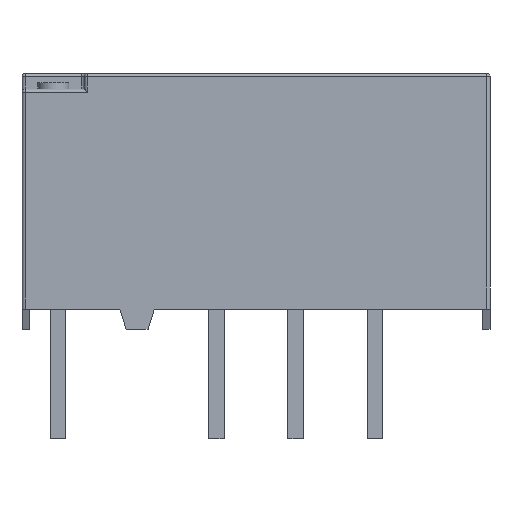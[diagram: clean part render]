
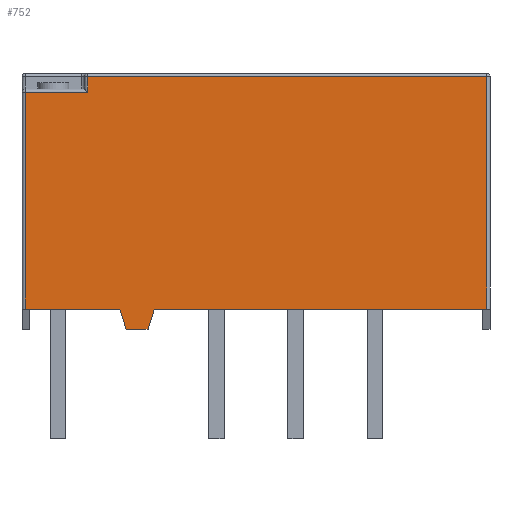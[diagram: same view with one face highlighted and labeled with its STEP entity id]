
A CAD part, front view. The second image highlights one B-rep face of the part: STEP entity #752.
In plain terms, the highlighted planar face has unit normal (0, -1, 0).
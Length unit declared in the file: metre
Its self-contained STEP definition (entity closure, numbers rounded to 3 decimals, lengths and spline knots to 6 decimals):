
#530 = EDGE_CURVE( '', #1373, #1374, #1375, .T. );
#752 = ADVANCED_FACE( '', ( #1693 ), #1694, .T. );
#800 = EDGE_CURVE( '', #1381, #1373, #1759, .T. );
#840 = EDGE_CURVE( '', #1812, #1332, #1813, .T. );
#846 = EDGE_CURVE( '', #1476, #1602, #1819, .T. );
#1002 = EDGE_CURVE( '', #1637, #1804, #2007, .T. );
#1020 = EDGE_CURVE( '', #1804, #1476, #2028, .T. );
#1022 = EDGE_CURVE( '', #1332, #1381, #2030, .T. );
#1030 = EDGE_CURVE( '', #1602, #1258, #2039, .T. );
#1040 = EDGE_CURVE( '', #1258, #1812, #2050, .T. );
#1098 = EDGE_CURVE( '', #1374, #1637, #2120, .T. );
#1258 = VERTEX_POINT( '', #2308 );
#1332 = VERTEX_POINT( '', #2411 );
#1373 = VERTEX_POINT( '', #2471 );
#1374 = VERTEX_POINT( '', #2472 );
#1375 = LINE( '', #2473, #2474 );
#1381 = VERTEX_POINT( '', #2483 );
#1476 = VERTEX_POINT( '', #2616 );
#1602 = VERTEX_POINT( '', #2794 );
#1637 = VERTEX_POINT( '', #2843 );
#1693 = FACE_OUTER_BOUND( '', #2920, .T. );
#1694 = PLANE( '', #2921 );
#1759 = LINE( '', #3008, #3009 );
#1804 = VERTEX_POINT( '', #3077 );
#1812 = VERTEX_POINT( '', #3088 );
#1813 = LINE( '', #3089, #3090 );
#1819 = LINE( '', #3101, #3102 );
#2007 = LINE( '', #3383, #3384 );
#2028 = LINE( '', #3416, #3417 );
#2030 = LINE( '', #3420, #3421 );
#2039 = LINE( '', #3435, #3436 );
#2050 = LINE( '', #3454, #3455 );
#2120 = LINE( '', #3560, #3561 );
#2308 = CARTESIAN_POINT( '', ( -0.00326, -0.0037, 0.00065 ) );
#2411 = CARTESIAN_POINT( '', ( -0.00416, -0.0037, 0. ) );
#2471 = CARTESIAN_POINT( '', ( -0.0074, -0.0037, 0.00065 ) );
#2472 = CARTESIAN_POINT( '', ( -0.0074, -0.0037, 0.0076 ) );
#2473 = CARTESIAN_POINT( '', ( -0.0074, -0.0037, 0.00065 ) );
#2474 = VECTOR( '', #3788, 1. );
#2483 = CARTESIAN_POINT( '', ( -0.00436, -0.0037, 0.00065 ) );
#2616 = CARTESIAN_POINT( '', ( 0.0074, -0.0037, 0.0081 ) );
#2794 = CARTESIAN_POINT( '', ( 0.0074, -0.0037, 0.00065 ) );
#2843 = CARTESIAN_POINT( '', ( -0.0054, -0.0037, 0.0076 ) );
#2920 = EDGE_LOOP( '', ( #4221, #4222, #4223, #4224, #4225, #4226, #4227, #4228, #4229, #4230 ) );
#2921 = AXIS2_PLACEMENT_3D( '', #4231, #4232, #4233 );
#3008 = CARTESIAN_POINT( '', ( 0.0075, -0.0037, 0.00065 ) );
#3009 = VECTOR( '', #4337, 1. );
#3077 = CARTESIAN_POINT( '', ( -0.0054, -0.0037, 0.0081 ) );
#3088 = CARTESIAN_POINT( '', ( -0.00346, -0.0037, 0. ) );
#3089 = CARTESIAN_POINT( '', ( -0.00346, -0.0037, 0. ) );
#3090 = VECTOR( '', #4396, 1. );
#3101 = CARTESIAN_POINT( '', ( 0.0074, -0.0037, 0.00065 ) );
#3102 = VECTOR( '', #4399, 1. );
#3383 = CARTESIAN_POINT( '', ( -0.0054, -0.0037, 0.004425 ) );
#3384 = VECTOR( '', #4684, 1. );
#3416 = CARTESIAN_POINT( '', ( -0.00375, -0.0037, 0.0081 ) );
#3417 = VECTOR( '', #4714, 1. );
#3420 = CARTESIAN_POINT( '', ( -0.004446, -0.0037, 0.000929 ) );
#3421 = VECTOR( '', #4715, 1. );
#3435 = CARTESIAN_POINT( '', ( 0.0075, -0.0037, 0.00065 ) );
#3436 = VECTOR( '', #4726, 1. );
#3454 = CARTESIAN_POINT( '', ( -0.003493, -0.0037, -0.000108 ) );
#3455 = VECTOR( '', #4744, 1. );
#3560 = CARTESIAN_POINT( '', ( -0.0075, -0.0037, 0.0076 ) );
#3561 = VECTOR( '', #4849, 1. );
#3788 = DIRECTION( '', ( 0., 0., 1. ) );
#4221 = ORIENTED_EDGE( '', *, *, #1020, .F. );
#4222 = ORIENTED_EDGE( '', *, *, #1002, .F. );
#4223 = ORIENTED_EDGE( '', *, *, #1098, .F. );
#4224 = ORIENTED_EDGE( '', *, *, #530, .F. );
#4225 = ORIENTED_EDGE( '', *, *, #800, .F. );
#4226 = ORIENTED_EDGE( '', *, *, #1022, .F. );
#4227 = ORIENTED_EDGE( '', *, *, #840, .F. );
#4228 = ORIENTED_EDGE( '', *, *, #1040, .F. );
#4229 = ORIENTED_EDGE( '', *, *, #1030, .F. );
#4230 = ORIENTED_EDGE( '', *, *, #846, .F. );
#4231 = CARTESIAN_POINT( '', ( -0.0075, -0.0037, 0.00065 ) );
#4232 = DIRECTION( '', ( 0., -1., 0. ) );
#4233 = DIRECTION( '', ( 0., 0., -1. ) );
#4337 = DIRECTION( '', ( -1., 0., 0. ) );
#4396 = DIRECTION( '', ( -1., 0., 0. ) );
#4399 = DIRECTION( '', ( 0., 0., -1. ) );
#4684 = DIRECTION( '', ( 0., 0., 1. ) );
#4714 = DIRECTION( '', ( 1., 0., 0. ) );
#4715 = DIRECTION( '', ( -0.294, 0., 0.956 ) );
#4726 = DIRECTION( '', ( -1., 0., 0. ) );
#4744 = DIRECTION( '', ( -0.294, 0., -0.956 ) );
#4849 = DIRECTION( '', ( 1., 0., 0. ) );
